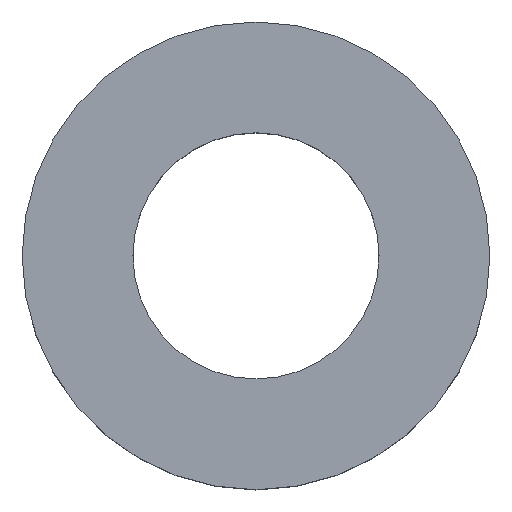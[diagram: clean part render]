
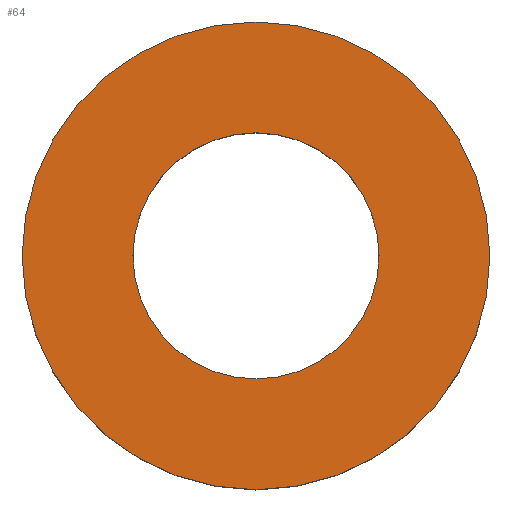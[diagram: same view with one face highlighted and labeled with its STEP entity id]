
A CAD part, top view. The second image highlights one B-rep face of the part: STEP entity #64.
In plain terms, the highlighted planar face has unit normal (0, 0, 1).
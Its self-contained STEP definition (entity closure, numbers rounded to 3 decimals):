
#16=FACE_BOUND('',#28,.T.);
#18=PLANE('',#86);
#22=FACE_OUTER_BOUND('',#27,.T.);
#27=EDGE_LOOP('',(#57));
#28=EDGE_LOOP('',(#58));
#34=CIRCLE('',#81,2.5);
#35=CIRCLE('',#83,4.75);
#38=VERTEX_POINT('',#111);
#39=VERTEX_POINT('',#115);
#43=EDGE_CURVE('',#38,#38,#34,.T.);
#44=EDGE_CURVE('',#39,#39,#35,.T.);
#57=ORIENTED_EDGE('',*,*,#44,.T.);
#58=ORIENTED_EDGE('',*,*,#43,.F.);
#64=ADVANCED_FACE('',(#22,#16),#18,.T.);
#81=AXIS2_PLACEMENT_3D('',#113,#94,#95);
#83=AXIS2_PLACEMENT_3D('',#116,#98,#99);
#86=AXIS2_PLACEMENT_3D('',#121,#105,#106);
#94=DIRECTION('center_axis',(0.,0.,1.));
#95=DIRECTION('ref_axis',(1.,0.,0.));
#98=DIRECTION('center_axis',(0.,0.,1.));
#99=DIRECTION('ref_axis',(1.,0.,0.));
#105=DIRECTION('center_axis',(0.,0.,1.));
#106=DIRECTION('ref_axis',(1.,0.,0.));
#111=CARTESIAN_POINT('',(-3.042,-5.725,5.725));
#113=CARTESIAN_POINT('Origin',(-0.542,-5.725,5.725));
#115=CARTESIAN_POINT('',(-5.292,-5.725,5.725));
#116=CARTESIAN_POINT('Origin',(-0.542,-5.725,5.725));
#121=CARTESIAN_POINT('Origin',(-0.542,-5.725,5.725));
